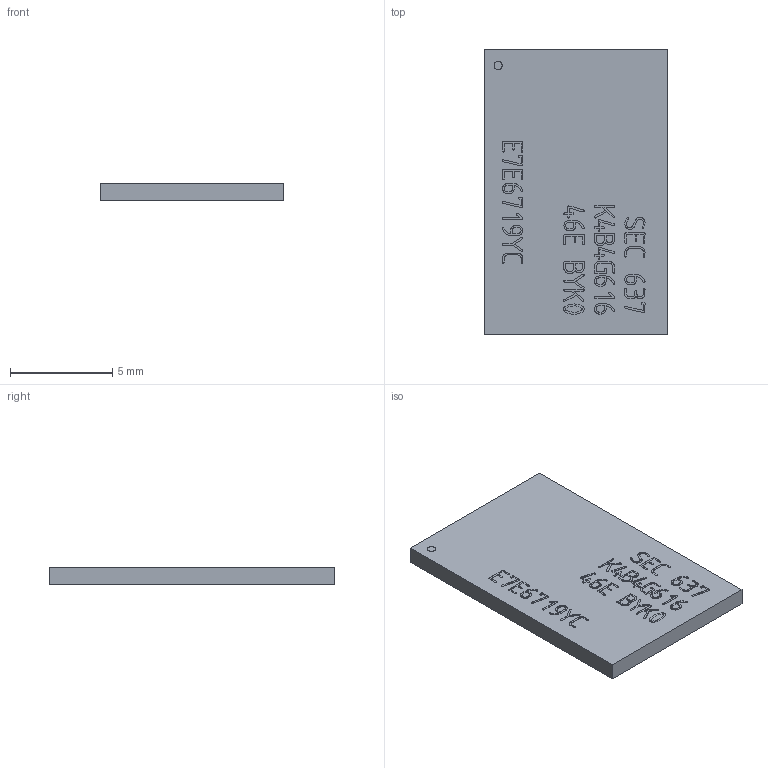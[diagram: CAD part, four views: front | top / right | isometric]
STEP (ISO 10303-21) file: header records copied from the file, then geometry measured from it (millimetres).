
FILE_DESCRIPTION (( 'STEP AP214' ), '1' );
FILE_NAME ('DRAM.STEP', '2021-04-06T03:36:31', ( '' ), ( '' ), 'SwSTEP 2.0', 'SolidWorks 2020', '' );
FILE_SCHEMA (( 'AUTOMOTIVE_DESIGN' ));
Length unit declared in the file: millimetre
Products named in the file (1): DRAM
Bounding box: 9 x 14 x 0.86 mm (x, y, z)
Volume: 107.2 mm3; surface area: 303.2 mm2
Topology: 32 solids, 32 shells, 762 faces, 2094 edges, 1396 vertices
Faces by surface type: bspline 443, plane 317, cylinder 2
Entity records: 34165 total; most frequent: CARTESIAN_POINT 17480, ORIENTED_EDGE 4188, EDGE_CURVE 2094, DIRECTION 1852, VERTEX_POINT 1396, LINE 1204, VECTOR 1204, B_SPLINE_CURVE_WITH_KNOTS 886
